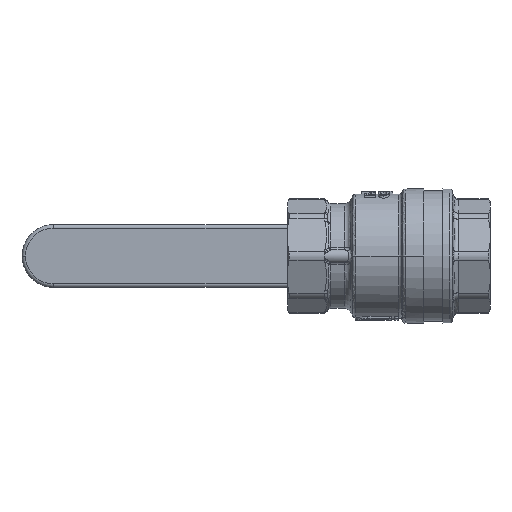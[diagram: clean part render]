
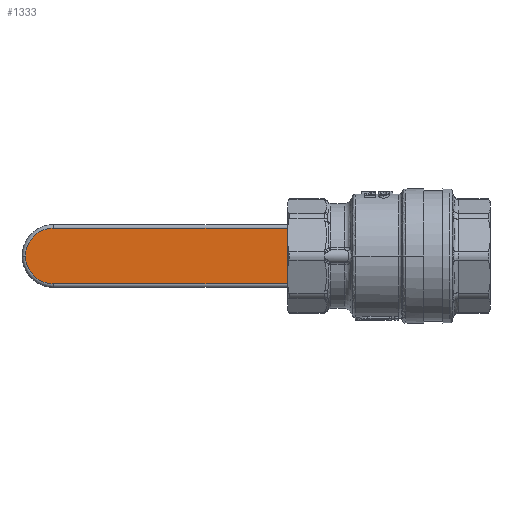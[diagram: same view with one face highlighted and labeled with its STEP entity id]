
A CAD part, front view. The second image highlights one B-rep face of the part: STEP entity #1333.
In plain terms, the highlighted planar face has unit normal (0, -1, 0).
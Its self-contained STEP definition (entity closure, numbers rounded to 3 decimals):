
#166 = EDGE_CURVE ( 'NONE', #20436, #20471, #16099, .T. ) ;
#521 = EDGE_CURVE ( 'NONE', #20471, #20457, #15067, .T. ) ;
#536 = EDGE_CURVE ( 'NONE', #20457, #20586, #14977, .T. ) ;
#557 = EDGE_CURVE ( 'NONE', #20458, #20436, #15741, .T. ) ;
#686 = EDGE_CURVE ( 'NONE', #20586, #20458, #15642, .T. ) ;
#1333 = ADVANCED_FACE ( 'NONE', ( #15120 ), #4321, .F. ) ;
#4316 = DIRECTION ( 'NONE',  ( 1., 0., 0. ) ) ;
#4317 = CARTESIAN_POINT ( 'NONE',  ( -27.364, 42.32, -9. ) ) ;
#4318 = DIRECTION ( 'NONE',  ( 0., 1., 0. ) ) ;
#4321 = PLANE ( 'NONE',  #6902 ) ;
#6902 = AXIS2_PLACEMENT_3D ( 'NONE', #4317, #4318, #4316 ) ;
#9083 = CARTESIAN_POINT ( 'NONE',  ( -96., 42.32, 0. ) ) ;
#9423 = CARTESIAN_POINT ( 'NONE',  ( -27.571, 42.32, -8. ) ) ;
#9755 = DIRECTION ( 'NONE',  ( 1., 0., 0. ) ) ;
#9796 = DIRECTION ( 'NONE',  ( 0., -1., 0. ) ) ;
#10054 = DIRECTION ( 'NONE',  ( 0., -1., 0. ) ) ;
#10221 = DIRECTION ( 'NONE',  ( 1., 0., 0. ) ) ;
#10257 = DIRECTION ( 'NONE',  ( 0., 0., 1. ) ) ;
#10296 = DIRECTION ( 'NONE',  ( 1., 0., 0. ) ) ;
#10370 = CARTESIAN_POINT ( 'NONE',  ( -96., 42.32, 0. ) ) ;
#10499 = CARTESIAN_POINT ( 'NONE',  ( -27.571, 42.32, 9. ) ) ;
#11159 = CARTESIAN_POINT ( 'NONE',  ( -27.571, 42.32, 8. ) ) ;
#11177 = CARTESIAN_POINT ( 'NONE',  ( -104., 42.32, 0. ) ) ;
#11178 = CARTESIAN_POINT ( 'NONE',  ( -27.571, 42.32, -8. ) ) ;
#11190 = CARTESIAN_POINT ( 'NONE',  ( -96., 42.32, 8. ) ) ;
#11213 = CARTESIAN_POINT ( 'NONE',  ( -96., 42.32, -8. ) ) ;
#12372 = VECTOR ( 'NONE', #10257, 1000. ) ;
#13271 = CARTESIAN_POINT ( 'NONE',  ( -27.364, 42.32, 8. ) ) ;
#13634 = DIRECTION ( 'NONE',  ( -1., 0., 0. ) ) ;
#13813 = VECTOR ( 'NONE', #10296, 1000. ) ;
#14866 = AXIS2_PLACEMENT_3D ( 'NONE', #10370, #10054, #9755 ) ;
#14916 = AXIS2_PLACEMENT_3D ( 'NONE', #9083, #9796, #10221 ) ;
#14977 = CIRCLE ( 'NONE', #14916, 8. ) ;
#15067 = CIRCLE ( 'NONE', #14866, 8. ) ;
#15120 = FACE_OUTER_BOUND ( 'NONE', #20991, .T. ) ;
#15471 = VECTOR ( 'NONE', #13634, 1000. ) ;
#15642 = LINE ( 'NONE', #9423, #13813 ) ;
#15741 = LINE ( 'NONE', #10499, #12372 ) ;
#16099 = LINE ( 'NONE', #13271, #15471 ) ;
#20436 = VERTEX_POINT ( 'NONE', #11159 ) ;
#20457 = VERTEX_POINT ( 'NONE', #11177 ) ;
#20458 = VERTEX_POINT ( 'NONE', #11178 ) ;
#20471 = VERTEX_POINT ( 'NONE', #11190 ) ;
#20586 = VERTEX_POINT ( 'NONE', #11213 ) ;
#20991 = EDGE_LOOP ( 'NONE', ( #21287, #21619, #21569, #21179, #21302 ) ) ;
#21179 = ORIENTED_EDGE ( 'NONE', *, *, #536, .T. ) ;
#21287 = ORIENTED_EDGE ( 'NONE', *, *, #557, .T. ) ;
#21302 = ORIENTED_EDGE ( 'NONE', *, *, #686, .T. ) ;
#21569 = ORIENTED_EDGE ( 'NONE', *, *, #521, .T. ) ;
#21619 = ORIENTED_EDGE ( 'NONE', *, *, #166, .T. ) ;
